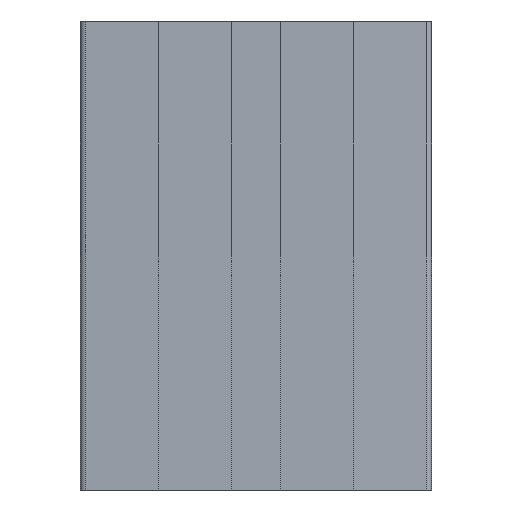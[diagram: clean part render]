
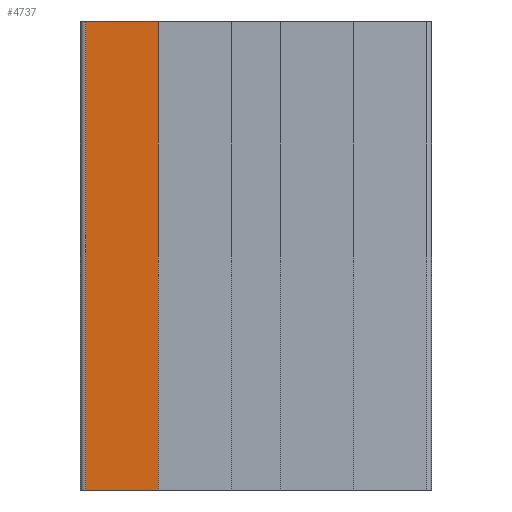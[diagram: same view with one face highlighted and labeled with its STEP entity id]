
A CAD part, front view. The second image highlights one B-rep face of the part: STEP entity #4737.
In plain terms, the highlighted planar face has unit normal (-0.037, -0.999, 0).
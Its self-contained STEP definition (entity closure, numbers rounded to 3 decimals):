
#437 = VERTEX_POINT ( 'NONE', #3445 ) ;
#522 = DIRECTION ( 'NONE',  ( 0.999, -0.037, 0. ) ) ;
#667 = DIRECTION ( 'NONE',  ( 0.037, 0.999, 0. ) ) ;
#762 = DIRECTION ( 'NONE',  ( 0., 0., -1. ) ) ;
#1261 = LINE ( 'NONE', #5854, #5433 ) ;
#1522 = LINE ( 'NONE', #5674, #1833 ) ;
#1833 = VECTOR ( 'NONE', #762, 1000. ) ;
#2090 = CARTESIAN_POINT ( 'NONE',  ( -12.5, -59.5, 30. ) ) ;
#2137 = ORIENTED_EDGE ( 'NONE', *, *, #5545, .T. ) ;
#2233 = ORIENTED_EDGE ( 'NONE', *, *, #3786, .F. ) ;
#2678 = PLANE ( 'NONE',  #4810 ) ;
#2959 = CARTESIAN_POINT ( 'NONE',  ( -12.5, -59.5, 30. ) ) ;
#3252 = EDGE_CURVE ( 'NONE', #5301, #3374, #1522, .T. ) ;
#3366 = CARTESIAN_POINT ( 'NONE',  ( -21.85, -59.15, 30. ) ) ;
#3369 = CARTESIAN_POINT ( 'NONE',  ( -12.5, -59.5, -30. ) ) ;
#3374 = VERTEX_POINT ( 'NONE', #3369 ) ;
#3445 = CARTESIAN_POINT ( 'NONE',  ( -21.85, -59.15, -30. ) ) ;
#3786 = EDGE_CURVE ( 'NONE', #5747, #5301, #5300, .T. ) ;
#3996 = ORIENTED_EDGE ( 'NONE', *, *, #3252, .F. ) ;
#4151 = LINE ( 'NONE', #6405, #5617 ) ;
#4223 = EDGE_CURVE ( 'NONE', #5747, #437, #1261, .T. ) ;
#4337 = DIRECTION ( 'NONE',  ( 0., 0., -1. ) ) ;
#4582 = VECTOR ( 'NONE', #5360, 1000. ) ;
#4653 = DIRECTION ( 'NONE',  ( -0.999, 0.037, 0. ) ) ;
#4737 = ADVANCED_FACE ( 'NONE', ( #6093 ), #2678, .F. ) ;
#4810 = AXIS2_PLACEMENT_3D ( 'NONE', #6108, #667, #4653 ) ;
#5089 = EDGE_LOOP ( 'NONE', ( #2137, #3996, #2233, #5918 ) ) ;
#5300 = LINE ( 'NONE', #2959, #4582 ) ;
#5301 = VERTEX_POINT ( 'NONE', #2090 ) ;
#5360 = DIRECTION ( 'NONE',  ( 0.999, -0.037, 0. ) ) ;
#5433 = VECTOR ( 'NONE', #4337, 1000. ) ;
#5545 = EDGE_CURVE ( 'NONE', #437, #3374, #4151, .T. ) ;
#5617 = VECTOR ( 'NONE', #522, 1000. ) ;
#5674 = CARTESIAN_POINT ( 'NONE',  ( -12.5, -59.5, 30. ) ) ;
#5747 = VERTEX_POINT ( 'NONE', #3366 ) ;
#5854 = CARTESIAN_POINT ( 'NONE',  ( -21.85, -59.15, 30. ) ) ;
#5918 = ORIENTED_EDGE ( 'NONE', *, *, #4223, .T. ) ;
#6093 = FACE_OUTER_BOUND ( 'NONE', #5089, .T. ) ;
#6108 = CARTESIAN_POINT ( 'NONE',  ( -12.5, -59.5, 30. ) ) ;
#6405 = CARTESIAN_POINT ( 'NONE',  ( -12.5, -59.5, -30. ) ) ;
